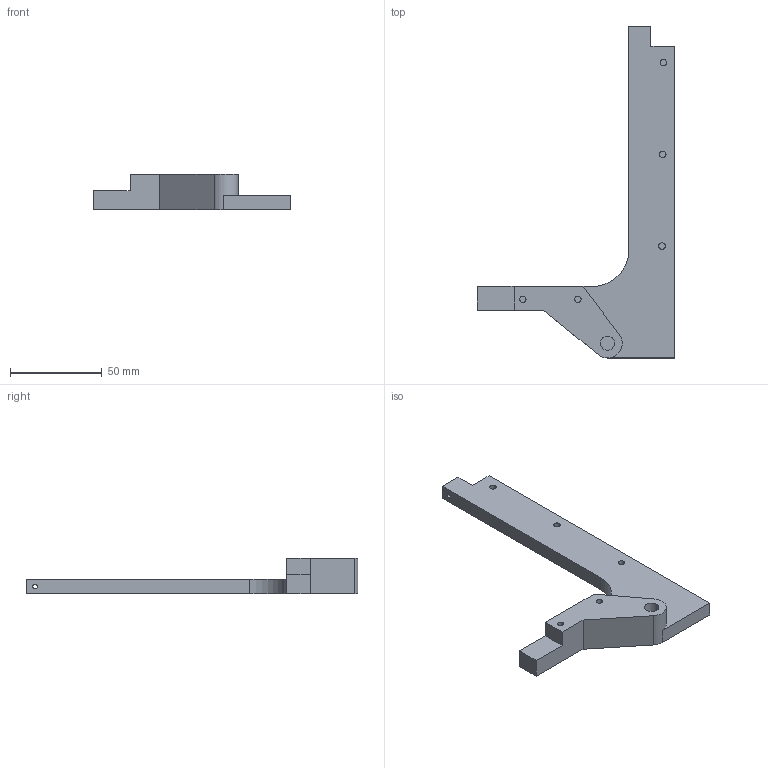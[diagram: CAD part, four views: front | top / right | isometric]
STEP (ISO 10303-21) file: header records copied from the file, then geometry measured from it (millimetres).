
FILE_DESCRIPTION (( 'STEP AP203' ), '1' );
FILE_NAME ('electronics truss rear-upper MAKER.STEP', '2018-03-09T05:29:31', ( '' ), ( '' ), 'SwSTEP 2.0', 'SolidWorks 2017', '' );
FILE_SCHEMA (( 'CONFIG_CONTROL_DESIGN' ));
Length unit declared in the file: millimetre
Products named in the file (1): electronics truss rear-upper MAKER
Bounding box: 107.68 x 180.98 x 19.5 mm (x, y, z)
Volume: 62439.8 mm3; surface area: 20589.5 mm2
Topology: 1 solids, 1 shells, 61 faces, 140 edges, 90 vertices
Faces by surface type: cylinder 30, plane 27, cone 4
Entity records: 1796 total; most frequent: DIRECTION 321, CARTESIAN_POINT 288, ORIENTED_EDGE 272, EDGE_CURVE 136, AXIS2_PLACEMENT_3D 123, VERTEX_POINT 90, EDGE_LOOP 76, VECTOR 75
